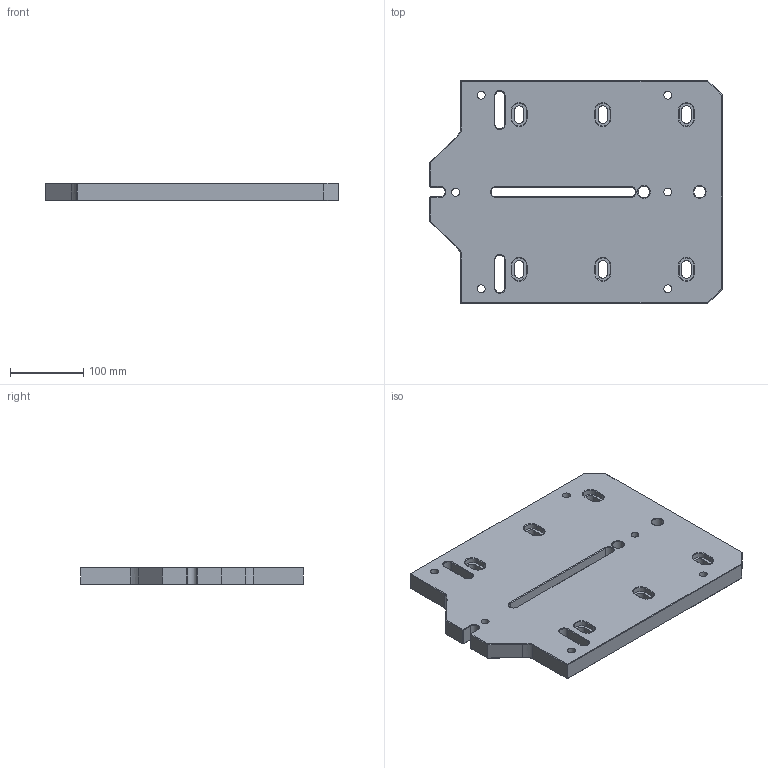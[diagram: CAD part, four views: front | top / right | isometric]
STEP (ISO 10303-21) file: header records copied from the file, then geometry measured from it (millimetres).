
FILE_DESCRIPTION(/* description */ (''),/* implementation_level */ '2;1');
FILE_NAME(/* name */ 'Haas Universal Subplate B.step',/* time_stamp */ '2022-12-29T12:31:31-05:00',/* author */ (''),/* organization */ (''),/* preprocessor_version */ 'ST-DEVELOPER v19.2',/* originating_system */ 'Autodesk Translation Framework v11.17.0.187',/* authorisation */ '');
FILE_SCHEMA (('AUTOMOTIVE_DESIGN { 1 0 10303 214 3 1 1 }'));
Length unit declared in the file: inch
Products named in the file (2): Subplate Model B; Subplate (Universal) v1
Assembly tree (1 placements, depth 2):
  Subplate Model B
    Subplate (Universal) v1
Bounding box: 400 x 304.7 x 24.13 mm (x, y, z)
Volume: 2553653.3 mm3; surface area: 278525.4 mm2
Topology: 1 solids, 1 shells, 263 faces, 617 edges, 368 vertices
Faces by surface type: plane 164, cylinder 51, cone 42, bspline 6
Full cylindrical faces by diameter (mm): 10.808 x6, 15.888 x2
Entity records: 7959 total; most frequent: CARTESIAN_POINT 1789, DIRECTION 1269, ORIENTED_EDGE 1234, EDGE_CURVE 617, LINE 461, VECTOR 461, AXIS2_PLACEMENT_3D 404, VERTEX_POINT 368
